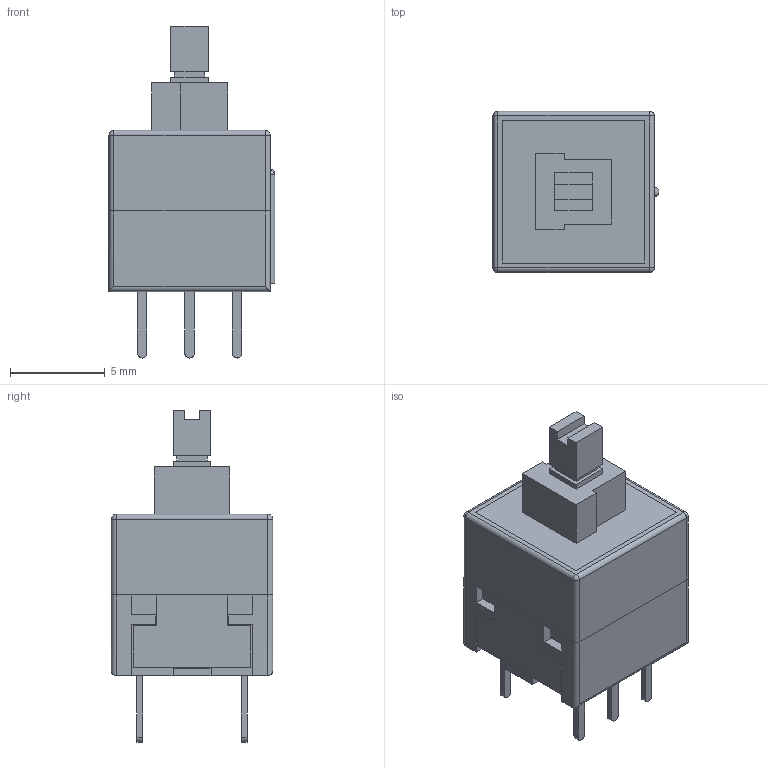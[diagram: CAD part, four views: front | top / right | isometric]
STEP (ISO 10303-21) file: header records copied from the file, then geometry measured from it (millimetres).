
FILE_DESCRIPTION (( 'STEP AP214' ), '1' );
FILE_NAME ('SW-TH_6P-L8.5-W8.5-P2.54-LS5.5.step', '2022-10-12T03:45:04', ( '' ), ( '' ), 'SwSTEP 2.0', 'SolidWorks 2020', '' );
FILE_SCHEMA (( 'AUTOMOTIVE_DESIGN' ));
Length unit declared in the file: millimetre
Products named in the file (1): SW-TH_6P-L8.5-W8.5-P2.54-LS5.5
Bounding box: 8.75 x 8.5 x 17.5 mm (x, y, z)
Volume: 658.3 mm3; surface area: 913.8 mm2
Topology: 3 solids, 3 shells, 377 faces, 1019 edges, 670 vertices
Faces by surface type: plane 247, bspline 98, cylinder 27, sphere 5
Entity records: 16337 total; most frequent: CARTESIAN_POINT 3379, ORIENTED_EDGE 2026, DIRECTION 1416, EDGE_CURVE 1013, VECTOR 762, LINE 762, VERTEX_POINT 670, EDGE_LOOP 407
